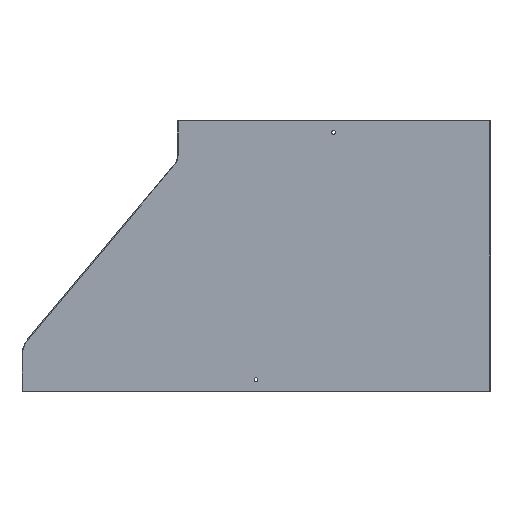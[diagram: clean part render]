
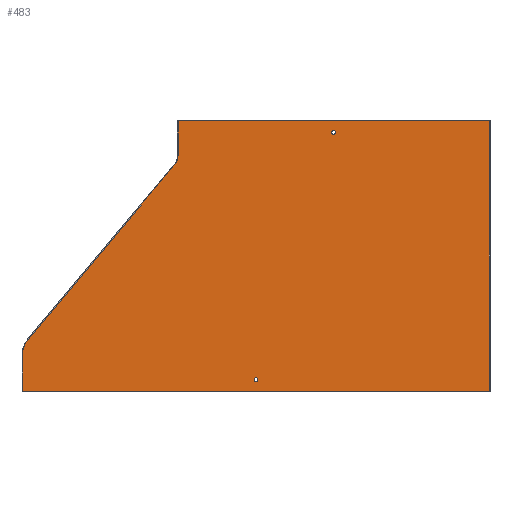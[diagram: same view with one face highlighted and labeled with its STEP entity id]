
A CAD part, front view. The second image highlights one B-rep face of the part: STEP entity #483.
In plain terms, the highlighted planar face has unit normal (0, -1, 0).
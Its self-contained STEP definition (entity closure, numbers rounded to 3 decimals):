
#58 = ORIENTED_EDGE ( 'NONE', *, *, #668, .T. ) ;
#59 = ORIENTED_EDGE ( 'NONE', *, *, #669, .T. ) ;
#60 = ORIENTED_EDGE ( 'NONE', *, *, #670, .T. ) ;
#61 = ORIENTED_EDGE ( 'NONE', *, *, #671, .T. ) ;
#62 = ORIENTED_EDGE ( 'NONE', *, *, #648, .F. ) ;
#63 = ORIENTED_EDGE ( 'NONE', *, *, #666, .T. ) ;
#64 = ORIENTED_EDGE ( 'NONE', *, *, #642, .F. ) ;
#65 = ORIENTED_EDGE ( 'NONE', *, *, #667, .T. ) ;
#68 = ORIENTED_EDGE ( 'NONE', *, *, #664, .T. ) ;
#69 = ORIENTED_EDGE ( 'NONE', *, *, #665, .T. ) ;
#117 = VERTEX_POINT ( 'NONE', #595 ) ;
#119 = VERTEX_POINT ( 'NONE', #578 ) ;
#121 = VERTEX_POINT ( 'NONE', #582 ) ;
#122 = VERTEX_POINT ( 'NONE', #583 ) ;
#124 = VERTEX_POINT ( 'NONE', #575 ) ;
#126 = VERTEX_POINT ( 'NONE', #571 ) ;
#128 = VERTEX_POINT ( 'NONE', #568 ) ;
#139 = VERTEX_POINT ( 'NONE', #570 ) ;
#176 = FACE_BOUND ( 'NONE', #629, .T. ) ;
#180 = FACE_OUTER_BOUND ( 'NONE', #455, .T. ) ;
#185 = FACE_BOUND ( 'NONE', #466, .T. ) ;
#209 = LINE ( 'NONE', #366, #212 ) ;
#212 = VECTOR ( 'NONE', #377, 1000. ) ;
#221 = LINE ( 'NONE', #390, #224 ) ;
#224 = VECTOR ( 'NONE', #352, 1000. ) ;
#241 = LINE ( 'NONE', #502, #252 ) ;
#247 = LINE ( 'NONE', #626, #253 ) ;
#250 = CIRCLE ( 'NONE', #600, 2.5 ) ;
#251 = CIRCLE ( 'NONE', #601, 2.5 ) ;
#252 = VECTOR ( 'NONE', #489, 1000. ) ;
#253 = VECTOR ( 'NONE', #501, 1000. ) ;
#254 = CIRCLE ( 'NONE', #602, 18.8 ) ;
#255 = LINE ( 'NONE', #497, #257 ) ;
#256 = CIRCLE ( 'NONE', #603, 31.2 ) ;
#257 = VECTOR ( 'NONE', #493, 1000. ) ;
#258 = LINE ( 'NONE', #503, #260 ) ;
#260 = VECTOR ( 'NONE', #504, 1000. ) ;
#286 = VERTEX_POINT ( 'NONE', #542 ) ;
#287 = VERTEX_POINT ( 'NONE', #543 ) ;
#352 = DIRECTION ( 'NONE',  ( -1., 0., 0. ) ) ;
#356 = DIRECTION ( 'NONE',  ( 0., 1., 0. ) ) ;
#358 = CARTESIAN_POINT ( 'NONE',  ( -420., 0., -44.797 ) ) ;
#366 = CARTESIAN_POINT ( 'NONE',  ( -402., 0., 0. ) ) ;
#377 = DIRECTION ( 'NONE',  ( 1., 0., 0. ) ) ;
#386 = DIRECTION ( 'NONE',  ( 0., 0., 1. ) ) ;
#388 = PLANE ( 'NONE',  #701 ) ;
#390 = CARTESIAN_POINT ( 'NONE',  ( -602., 0., -348. ) ) ;
#455 = EDGE_LOOP ( 'NONE', ( #62, #63, #64, #65, #58, #59, #60, #61 ) ) ;
#466 = EDGE_LOOP ( 'NONE', ( #69 ) ) ;
#483 = ADVANCED_FACE ( 'NONE', ( #176, #185, #180 ), #388, .F. ) ;
#489 = DIRECTION ( 'NONE',  ( 0., 0., -1. ) ) ;
#493 = DIRECTION ( 'NONE',  ( -0.643, 0., -0.766 ) ) ;
#494 = CARTESIAN_POINT ( 'NONE',  ( -201., 0., -15. ) ) ;
#495 = DIRECTION ( 'NONE',  ( 0., 1., 0. ) ) ;
#496 = DIRECTION ( 'NONE',  ( 0., 0., 1. ) ) ;
#497 = CARTESIAN_POINT ( 'NONE',  ( -405.607, 0., -56.892 ) ) ;
#498 = CARTESIAN_POINT ( 'NONE',  ( -301., 0., -333. ) ) ;
#499 = DIRECTION ( 'NONE',  ( 0., 1., 0. ) ) ;
#500 = DIRECTION ( 'NONE',  ( 0., 0., 1. ) ) ;
#501 = DIRECTION ( 'NONE',  ( 0., 0., 1. ) ) ;
#502 = CARTESIAN_POINT ( 'NONE',  ( -401.2, 0., -44.797 ) ) ;
#503 = CARTESIAN_POINT ( 'NONE',  ( -601.2, 0., -44.797 ) ) ;
#504 = DIRECTION ( 'NONE',  ( 0., 0., -1. ) ) ;
#505 = CARTESIAN_POINT ( 'NONE',  ( -420., 0., -44.797 ) ) ;
#506 = DIRECTION ( 'NONE',  ( 0., 1., 0. ) ) ;
#507 = DIRECTION ( 'NONE',  ( 0., 0., 1. ) ) ;
#509 = CARTESIAN_POINT ( 'NONE',  ( -570., 0., -301.016 ) ) ;
#510 = DIRECTION ( 'NONE',  ( 0., -1., 0. ) ) ;
#511 = DIRECTION ( 'NONE',  ( 0., 0., 1. ) ) ;
#542 = CARTESIAN_POINT ( 'NONE',  ( -201., 0., -12.5 ) ) ;
#543 = CARTESIAN_POINT ( 'NONE',  ( -301., 0., -330.5 ) ) ;
#568 = CARTESIAN_POINT ( 'NONE',  ( -0.8, 0., -348. ) ) ;
#570 = CARTESIAN_POINT ( 'NONE',  ( -401.2, 0., 0. ) ) ;
#571 = CARTESIAN_POINT ( 'NONE',  ( -401.2, 0., -44.797 ) ) ;
#575 = CARTESIAN_POINT ( 'NONE',  ( -601.2, 0., -348. ) ) ;
#578 = CARTESIAN_POINT ( 'NONE',  ( -601.2, 0., -301.016 ) ) ;
#582 = CARTESIAN_POINT ( 'NONE',  ( -405.607, 0., -56.892 ) ) ;
#583 = CARTESIAN_POINT ( 'NONE',  ( -593.886, 0., -280.944 ) ) ;
#595 = CARTESIAN_POINT ( 'NONE',  ( -0.8, 0., 0. ) ) ;
#600 = AXIS2_PLACEMENT_3D ( 'NONE', #494, #495, #496 ) ;
#601 = AXIS2_PLACEMENT_3D ( 'NONE', #498, #499, #500 ) ;
#602 = AXIS2_PLACEMENT_3D ( 'NONE', #505, #506, #507 ) ;
#603 = AXIS2_PLACEMENT_3D ( 'NONE', #509, #510, #511 ) ;
#626 = CARTESIAN_POINT ( 'NONE',  ( -0.8, 0., -44.797 ) ) ;
#629 = EDGE_LOOP ( 'NONE', ( #68 ) ) ;
#642 = EDGE_CURVE ( 'NONE', #139, #117, #209, .T. ) ;
#648 = EDGE_CURVE ( 'NONE', #128, #124, #221, .T. ) ;
#664 = EDGE_CURVE ( 'NONE', #286, #286, #250, .T. ) ;
#665 = EDGE_CURVE ( 'NONE', #287, #287, #251, .T. ) ;
#666 = EDGE_CURVE ( 'NONE', #128, #117, #247, .T. ) ;
#667 = EDGE_CURVE ( 'NONE', #139, #126, #241, .T. ) ;
#668 = EDGE_CURVE ( 'NONE', #126, #121, #254, .T. ) ;
#669 = EDGE_CURVE ( 'NONE', #121, #122, #255, .T. ) ;
#670 = EDGE_CURVE ( 'NONE', #122, #119, #256, .T. ) ;
#671 = EDGE_CURVE ( 'NONE', #119, #124, #258, .T. ) ;
#701 = AXIS2_PLACEMENT_3D ( 'NONE', #358, #356, #386 ) ;
